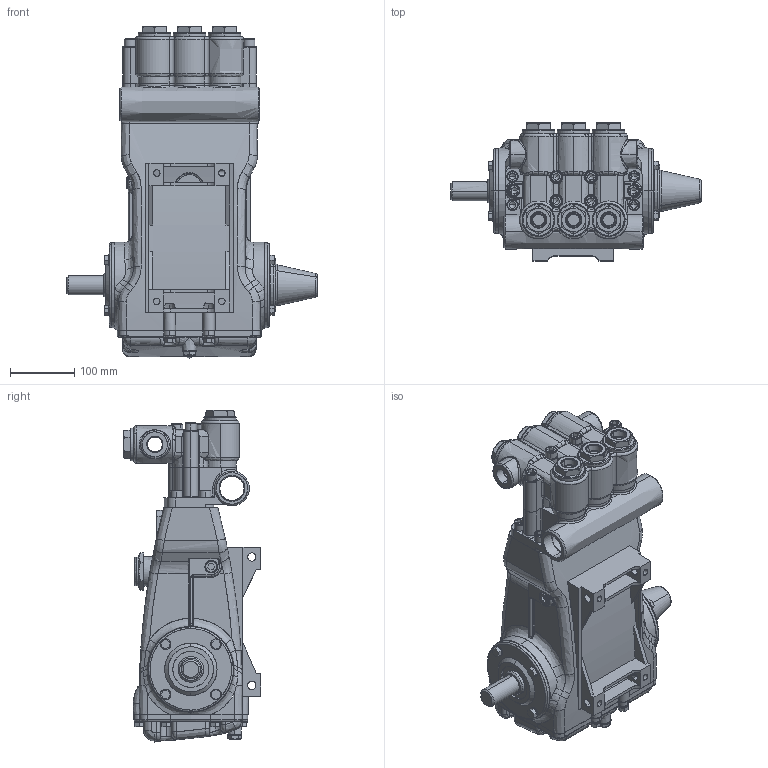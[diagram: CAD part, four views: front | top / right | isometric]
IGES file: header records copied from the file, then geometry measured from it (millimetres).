
Start section: SolidWorks IGES file using analytic representation for surfaces
Global section: file name: 2510.IGS; native system: SolidWorks 2010; preprocessor: SolidWorks 2010; author: ejp; date: 101105.162252; units: inch
Bounding box: 390.47 x 214.4 x 517.39 mm (x, y, z)
Surface area: 625338.1 mm2 (no closed solid volume)
Topology: 0 solids, 0 shells, 1240 faces, 19129 edges, 19101 vertices
Faces by surface type: bspline 804, revolution 436
